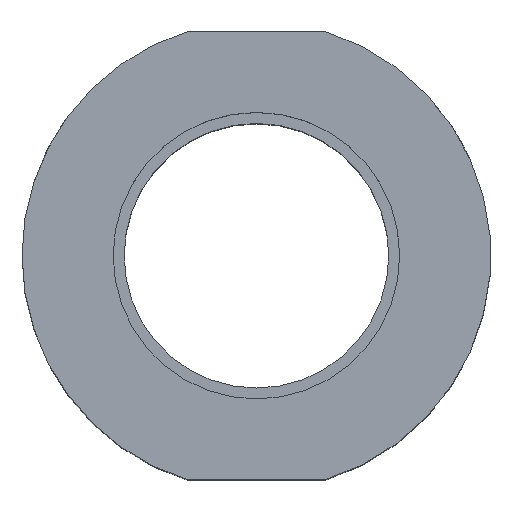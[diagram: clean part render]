
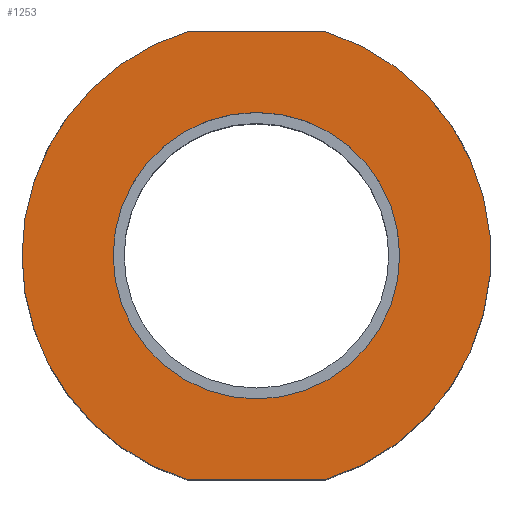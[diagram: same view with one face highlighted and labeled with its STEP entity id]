
A CAD part, top view. The second image highlights one B-rep face of the part: STEP entity #1253.
In plain terms, the highlighted planar face has unit normal (0, 0, 1).
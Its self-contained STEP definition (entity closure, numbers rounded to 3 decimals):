
#30 = CIRCLE ( 'NONE', #1106, 22.5 ) ;
#77 = DIRECTION ( 'NONE',  ( -1., 0., 0. ) ) ;
#90 = EDGE_CURVE ( 'NONE', #1286, #878, #250, .T. ) ;
#94 = CARTESIAN_POINT ( 'NONE',  ( -22.5, 0., 19. ) ) ;
#106 = CARTESIAN_POINT ( 'NONE',  ( 22.5, 21.5, 19. ) ) ;
#108 = VECTOR ( 'NONE', #877, 1000. ) ;
#119 = ORIENTED_EDGE ( 'NONE', *, *, #1247, .F. ) ;
#157 = ORIENTED_EDGE ( 'NONE', *, *, #1392, .F. ) ;
#172 = DIRECTION ( 'NONE',  ( -1., 0., 0. ) ) ;
#210 = CARTESIAN_POINT ( 'NONE',  ( 6.633, 21.5, 19. ) ) ;
#213 = CARTESIAN_POINT ( 'NONE',  ( -6.633, -21.5, 19. ) ) ;
#250 = LINE ( 'NONE', #106, #108 ) ;
#263 = EDGE_CURVE ( 'NONE', #684, #860, #1315, .T. ) ;
#282 = CARTESIAN_POINT ( 'NONE',  ( 0., 0., 19. ) ) ;
#327 = DIRECTION ( 'NONE',  ( 1., 0., 0. ) ) ;
#342 = EDGE_LOOP ( 'NONE', ( #992, #1356 ) ) ;
#345 = ORIENTED_EDGE ( 'NONE', *, *, #579, .F. ) ;
#354 = CARTESIAN_POINT ( 'NONE',  ( -13.75, 0., 19. ) ) ;
#369 = LINE ( 'NONE', #1100, #748 ) ;
#443 = DIRECTION ( 'NONE',  ( 0., 0., -1. ) ) ;
#447 = CARTESIAN_POINT ( 'NONE',  ( 0., 0., 19. ) ) ;
#491 = VERTEX_POINT ( 'NONE', #94 ) ;
#547 = DIRECTION ( 'NONE',  ( -1., 0., 0. ) ) ;
#579 = EDGE_CURVE ( 'NONE', #1286, #879, #1119, .T. ) ;
#585 = ORIENTED_EDGE ( 'NONE', *, *, #1104, .T. ) ;
#596 = AXIS2_PLACEMENT_3D ( 'NONE', #282, #1054, #172 ) ;
#635 = DIRECTION ( 'NONE',  ( -1., 0., 0. ) ) ;
#662 = CARTESIAN_POINT ( 'NONE',  ( 0., 0., 19. ) ) ;
#684 = VERTEX_POINT ( 'NONE', #354 ) ;
#737 = DIRECTION ( 'NONE',  ( 0., 0., -1. ) ) ;
#746 = CARTESIAN_POINT ( 'NONE',  ( 22.5, 0., 19. ) ) ;
#748 = VECTOR ( 'NONE', #327, 1000. ) ;
#771 = CARTESIAN_POINT ( 'NONE',  ( 6.633, -21.5, 19. ) ) ;
#800 = CARTESIAN_POINT ( 'NONE',  ( -6.633, 21.5, 19. ) ) ;
#860 = VERTEX_POINT ( 'NONE', #1230 ) ;
#874 = CARTESIAN_POINT ( 'NONE',  ( 0., 0., 19. ) ) ;
#877 = DIRECTION ( 'NONE',  ( -1., 0., 0. ) ) ;
#878 = VERTEX_POINT ( 'NONE', #800 ) ;
#879 = VERTEX_POINT ( 'NONE', #771 ) ;
#923 = AXIS2_PLACEMENT_3D ( 'NONE', #447, #443, #987 ) ;
#926 = DIRECTION ( 'NONE',  ( 0., 0., -1. ) ) ;
#927 = CIRCLE ( 'NONE', #1377, 22.5 ) ;
#987 = DIRECTION ( 'NONE',  ( -1., 0., 0. ) ) ;
#992 = ORIENTED_EDGE ( 'NONE', *, *, #263, .T. ) ;
#1001 = FACE_BOUND ( 'NONE', #342, .T. ) ;
#1054 = DIRECTION ( 'NONE',  ( 0., 0., -1. ) ) ;
#1057 = VERTEX_POINT ( 'NONE', #213 ) ;
#1091 = EDGE_LOOP ( 'NONE', ( #157, #585, #345, #1320, #119 ) ) ;
#1100 = CARTESIAN_POINT ( 'NONE',  ( 22.5, -21.5, 19. ) ) ;
#1104 = EDGE_CURVE ( 'NONE', #1057, #879, #369, .T. ) ;
#1106 = AXIS2_PLACEMENT_3D ( 'NONE', #1177, #926, #635 ) ;
#1119 = CIRCLE ( 'NONE', #1361, 22.5 ) ;
#1149 = AXIS2_PLACEMENT_3D ( 'NONE', #746, #737, #77 ) ;
#1177 = CARTESIAN_POINT ( 'NONE',  ( 0., 0., 19. ) ) ;
#1191 = FACE_OUTER_BOUND ( 'NONE', #1091, .T. ) ;
#1212 = DIRECTION ( 'NONE',  ( 0., 0., -1. ) ) ;
#1230 = CARTESIAN_POINT ( 'NONE',  ( 13.75, 0., 19. ) ) ;
#1247 = EDGE_CURVE ( 'NONE', #491, #878, #30, .T. ) ;
#1253 = ADVANCED_FACE ( 'NONE', ( #1191, #1001 ), #1412, .F. ) ;
#1286 = VERTEX_POINT ( 'NONE', #210 ) ;
#1315 = CIRCLE ( 'NONE', #596, 13.75 ) ;
#1320 = ORIENTED_EDGE ( 'NONE', *, *, #90, .T. ) ;
#1322 = DIRECTION ( 'NONE',  ( -1., 0., 0. ) ) ;
#1333 = CIRCLE ( 'NONE', #923, 13.75 ) ;
#1356 = ORIENTED_EDGE ( 'NONE', *, *, #1372, .T. ) ;
#1361 = AXIS2_PLACEMENT_3D ( 'NONE', #662, #1437, #547 ) ;
#1372 = EDGE_CURVE ( 'NONE', #860, #684, #1333, .T. ) ;
#1377 = AXIS2_PLACEMENT_3D ( 'NONE', #874, #1212, #1322 ) ;
#1392 = EDGE_CURVE ( 'NONE', #1057, #491, #927, .T. ) ;
#1412 = PLANE ( 'NONE',  #1149 ) ;
#1437 = DIRECTION ( 'NONE',  ( 0., 0., -1. ) ) ;
